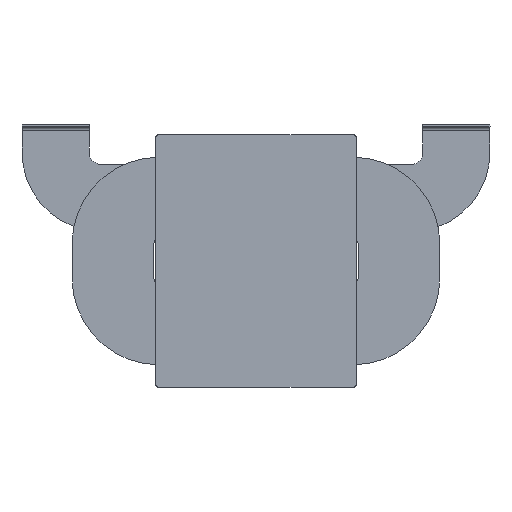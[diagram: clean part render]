
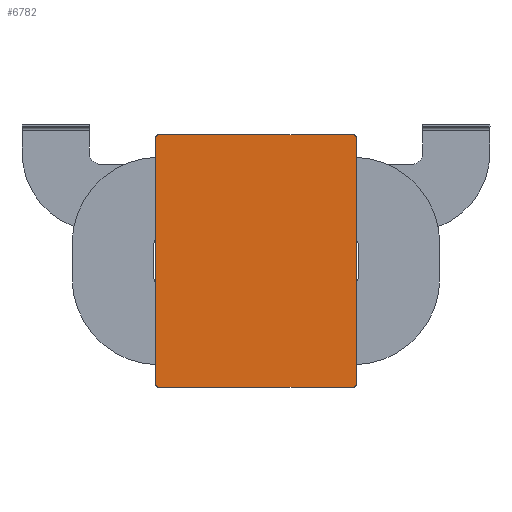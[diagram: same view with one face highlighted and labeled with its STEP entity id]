
A CAD part, front view. The second image highlights one B-rep face of the part: STEP entity #6782.
In plain terms, the highlighted face is planar.
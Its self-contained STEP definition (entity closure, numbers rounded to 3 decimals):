
#30 = EDGE_CURVE ( 'NONE', #6640, #7389, #752, .T. ) ;
#136 = EDGE_CURVE ( 'NONE', #6247, #7557, #7621, .T. ) ;
#169 = EDGE_CURVE ( 'NONE', #2900, #7389, #4287, .T. ) ;
#195 = ORIENTED_EDGE ( 'NONE', *, *, #4429, .T. ) ;
#244 = DIRECTION ( 'NONE',  ( 0., 0., 1. ) ) ;
#382 = CARTESIAN_POINT ( 'NONE',  ( 0., 31.2, -24.6 ) ) ;
#513 = CARTESIAN_POINT ( 'NONE',  ( 0., 32., 24.6 ) ) ;
#734 = DIRECTION ( 'NONE',  ( -1., 0., 0. ) ) ;
#752 = LINE ( 'NONE', #2822, #6216 ) ;
#817 = CARTESIAN_POINT ( 'NONE',  ( 0., -31.2, -25.4 ) ) ;
#956 = DIRECTION ( 'NONE',  ( 0., 1., 0. ) ) ;
#1011 = VECTOR ( 'NONE', #2852, 1000. ) ;
#1070 = VERTEX_POINT ( 'NONE', #1161 ) ;
#1101 = VECTOR ( 'NONE', #5813, 1000. ) ;
#1115 = ORIENTED_EDGE ( 'NONE', *, *, #1355, .T. ) ;
#1161 = CARTESIAN_POINT ( 'NONE',  ( 0., 31.2, -25.4 ) ) ;
#1354 = CARTESIAN_POINT ( 'NONE',  ( 0., 31.2, 24.6 ) ) ;
#1355 = EDGE_CURVE ( 'NONE', #6942, #1070, #7125, .T. ) ;
#1396 = CARTESIAN_POINT ( 'NONE',  ( 0., -31.2, 24.6 ) ) ;
#1449 = DIRECTION ( 'NONE',  ( -1., 0., 0. ) ) ;
#1559 = EDGE_CURVE ( 'NONE', #2900, #7557, #7596, .T. ) ;
#1614 = DIRECTION ( 'NONE',  ( 0., -1., 0. ) ) ;
#1792 = DIRECTION ( 'NONE',  ( 0., -1., 0. ) ) ;
#1975 = DIRECTION ( 'NONE',  ( -1., 0., 0. ) ) ;
#2059 = AXIS2_PLACEMENT_3D ( 'NONE', #382, #7406, #956 ) ;
#2103 = AXIS2_PLACEMENT_3D ( 'NONE', #2461, #5468, #6041 ) ;
#2461 = CARTESIAN_POINT ( 'NONE',  ( 0., -31.2, -24.6 ) ) ;
#2822 = CARTESIAN_POINT ( 'NONE',  ( 0., 31.2, 25.4 ) ) ;
#2852 = DIRECTION ( 'NONE',  ( 0., 0., -1. ) ) ;
#2900 = VERTEX_POINT ( 'NONE', #2998 ) ;
#2998 = CARTESIAN_POINT ( 'NONE',  ( 0., -32., 24.6 ) ) ;
#3063 = VERTEX_POINT ( 'NONE', #5687 ) ;
#3163 = DIRECTION ( 'NONE',  ( 0., -1., 0. ) ) ;
#3538 = CARTESIAN_POINT ( 'NONE',  ( 0., -31.2, 25.4 ) ) ;
#3564 = AXIS2_PLACEMENT_3D ( 'NONE', #4396, #1449, #6176 ) ;
#3678 = ORIENTED_EDGE ( 'NONE', *, *, #169, .T. ) ;
#3768 = AXIS2_PLACEMENT_3D ( 'NONE', #1354, #734, #244 ) ;
#3828 = PLANE ( 'NONE',  #3564 ) ;
#4287 = CIRCLE ( 'NONE', #5562, 0.8 ) ;
#4396 = CARTESIAN_POINT ( 'NONE',  ( 0., 32., 25.4 ) ) ;
#4429 = EDGE_CURVE ( 'NONE', #1070, #6247, #7534, .T. ) ;
#4475 = ORIENTED_EDGE ( 'NONE', *, *, #1559, .F. ) ;
#4844 = ORIENTED_EDGE ( 'NONE', *, *, #5302, .T. ) ;
#4985 = ORIENTED_EDGE ( 'NONE', *, *, #136, .T. ) ;
#5016 = LINE ( 'NONE', #513, #1011 ) ;
#5044 = EDGE_LOOP ( 'NONE', ( #4475, #3678, #5526, #4844, #7173, #1115, #195, #4985 ) ) ;
#5302 = EDGE_CURVE ( 'NONE', #6640, #3063, #5661, .T. ) ;
#5468 = DIRECTION ( 'NONE',  ( -1., 0., 0. ) ) ;
#5472 = CARTESIAN_POINT ( 'NONE',  ( 0., 31.2, 25.4 ) ) ;
#5491 = VECTOR ( 'NONE', #1792, 1000. ) ;
#5526 = ORIENTED_EDGE ( 'NONE', *, *, #30, .F. ) ;
#5562 = AXIS2_PLACEMENT_3D ( 'NONE', #1396, #1975, #3163 ) ;
#5661 = CIRCLE ( 'NONE', #3768, 0.8 ) ;
#5687 = CARTESIAN_POINT ( 'NONE',  ( 0., 32., 24.6 ) ) ;
#5813 = DIRECTION ( 'NONE',  ( 0., 0., -1. ) ) ;
#5817 = CARTESIAN_POINT ( 'NONE',  ( 0., 32., -24.6 ) ) ;
#6041 = DIRECTION ( 'NONE',  ( 0., 0., -1. ) ) ;
#6176 = DIRECTION ( 'NONE',  ( 0., 0., 1. ) ) ;
#6216 = VECTOR ( 'NONE', #1614, 1000. ) ;
#6247 = VERTEX_POINT ( 'NONE', #817 ) ;
#6640 = VERTEX_POINT ( 'NONE', #5472 ) ;
#6644 = CARTESIAN_POINT ( 'NONE',  ( 0., -32., -24.6 ) ) ;
#6782 = ADVANCED_FACE ( 'NONE', ( #7118 ), #3828, .T. ) ;
#6934 = EDGE_CURVE ( 'NONE', #3063, #6942, #5016, .T. ) ;
#6942 = VERTEX_POINT ( 'NONE', #5817 ) ;
#7099 = CARTESIAN_POINT ( 'NONE',  ( 0., 31.2, -25.4 ) ) ;
#7118 = FACE_OUTER_BOUND ( 'NONE', #5044, .T. ) ;
#7125 = CIRCLE ( 'NONE', #2059, 0.8 ) ;
#7173 = ORIENTED_EDGE ( 'NONE', *, *, #6934, .T. ) ;
#7389 = VERTEX_POINT ( 'NONE', #3538 ) ;
#7406 = DIRECTION ( 'NONE',  ( -1., 0., 0. ) ) ;
#7534 = LINE ( 'NONE', #7099, #5491 ) ;
#7557 = VERTEX_POINT ( 'NONE', #6644 ) ;
#7596 = LINE ( 'NONE', #7638, #1101 ) ;
#7621 = CIRCLE ( 'NONE', #2103, 0.8 ) ;
#7638 = CARTESIAN_POINT ( 'NONE',  ( 0., -32., 24.6 ) ) ;
